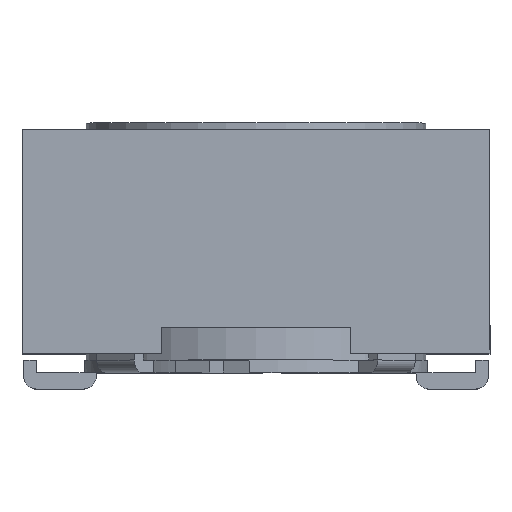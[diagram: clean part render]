
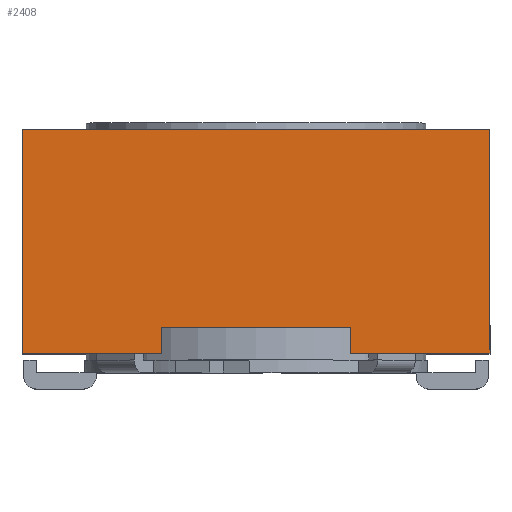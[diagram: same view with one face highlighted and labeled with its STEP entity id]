
A CAD part, top view. The second image highlights one B-rep face of the part: STEP entity #2408.
In plain terms, the highlighted planar face has unit normal (0, 0, 1).
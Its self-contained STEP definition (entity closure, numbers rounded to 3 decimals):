
#83 = PLANE ( 'NONE',  #4976 ) ;
#112 = CARTESIAN_POINT ( 'NONE',  ( 3.65, 2.93, 3.65 ) ) ;
#262 = LINE ( 'NONE', #4206, #2138 ) ;
#314 = EDGE_CURVE ( 'NONE', #3379, #6217, #3808, .T. ) ;
#431 = VECTOR ( 'NONE', #5322, 1000. ) ;
#604 = CARTESIAN_POINT ( 'NONE',  ( 1.48, -0.57, 3.65 ) ) ;
#648 = DIRECTION ( 'NONE',  ( 0., -1., 0. ) ) ;
#660 = VERTEX_POINT ( 'NONE', #1378 ) ;
#747 = ORIENTED_EDGE ( 'NONE', *, *, #5013, .F. ) ;
#753 = LINE ( 'NONE', #4252, #3078 ) ;
#902 = VERTEX_POINT ( 'NONE', #5998 ) ;
#1151 = ORIENTED_EDGE ( 'NONE', *, *, #4316, .F. ) ;
#1378 = CARTESIAN_POINT ( 'NONE',  ( -1.48, -0.57, 3.65 ) ) ;
#1483 = VERTEX_POINT ( 'NONE', #2112 ) ;
#1645 = VERTEX_POINT ( 'NONE', #5307 ) ;
#1836 = ORIENTED_EDGE ( 'NONE', *, *, #2997, .F. ) ;
#1962 = CARTESIAN_POINT ( 'NONE',  ( -3.65, 2.93, 3.65 ) ) ;
#1986 = EDGE_LOOP ( 'NONE', ( #747, #2686, #1151, #4925, #2351, #2115, #1836, #5031 ) ) ;
#2071 = EDGE_CURVE ( 'NONE', #6217, #5712, #3575, .T. ) ;
#2112 = CARTESIAN_POINT ( 'NONE',  ( -1.48, -0.17, 3.65 ) ) ;
#2115 = ORIENTED_EDGE ( 'NONE', *, *, #2071, .T. ) ;
#2138 = VECTOR ( 'NONE', #6202, 1000. ) ;
#2186 = LINE ( 'NONE', #112, #2782 ) ;
#2289 = DIRECTION ( 'NONE',  ( 0., 0., 1. ) ) ;
#2351 = ORIENTED_EDGE ( 'NONE', *, *, #314, .T. ) ;
#2396 = DIRECTION ( 'NONE',  ( -1., 0., 0. ) ) ;
#2408 = ADVANCED_FACE ( 'NONE', ( #4759 ), #83, .T. ) ;
#2550 = CARTESIAN_POINT ( 'NONE',  ( -3.65, 2.93, 3.65 ) ) ;
#2676 = VECTOR ( 'NONE', #2396, 1000. ) ;
#2686 = ORIENTED_EDGE ( 'NONE', *, *, #6163, .F. ) ;
#2782 = VECTOR ( 'NONE', #648, 1000. ) ;
#2966 = DIRECTION ( 'NONE',  ( 0., -1., 0. ) ) ;
#2997 = EDGE_CURVE ( 'NONE', #660, #5712, #753, .T. ) ;
#3078 = VECTOR ( 'NONE', #5331, 1000. ) ;
#3086 = DIRECTION ( 'NONE',  ( -1., 0., 0. ) ) ;
#3146 = CARTESIAN_POINT ( 'NONE',  ( 3.65, -0.17, 3.65 ) ) ;
#3379 = VERTEX_POINT ( 'NONE', #3581 ) ;
#3416 = CARTESIAN_POINT ( 'NONE',  ( 3.65, -0.57, 3.65 ) ) ;
#3575 = LINE ( 'NONE', #2550, #4784 ) ;
#3581 = CARTESIAN_POINT ( 'NONE',  ( 3.65, 2.93, 3.65 ) ) ;
#3808 = LINE ( 'NONE', #5829, #431 ) ;
#3809 = LINE ( 'NONE', #5730, #6203 ) ;
#3838 = CARTESIAN_POINT ( 'NONE',  ( -3.65, -0.57, 3.65 ) ) ;
#4206 = CARTESIAN_POINT ( 'NONE',  ( -1.48, -0.57, 3.65 ) ) ;
#4252 = CARTESIAN_POINT ( 'NONE',  ( -3.65, -0.57, 3.65 ) ) ;
#4316 = EDGE_CURVE ( 'NONE', #1645, #5008, #5466, .T. ) ;
#4759 = FACE_OUTER_BOUND ( 'NONE', #1986, .T. ) ;
#4784 = VECTOR ( 'NONE', #2966, 1000. ) ;
#4925 = ORIENTED_EDGE ( 'NONE', *, *, #5518, .F. ) ;
#4976 = AXIS2_PLACEMENT_3D ( 'NONE', #5352, #2289, #6467 ) ;
#5008 = VERTEX_POINT ( 'NONE', #604 ) ;
#5013 = EDGE_CURVE ( 'NONE', #902, #1483, #5164, .T. ) ;
#5031 = ORIENTED_EDGE ( 'NONE', *, *, #5333, .T. ) ;
#5164 = LINE ( 'NONE', #3146, #6514 ) ;
#5307 = CARTESIAN_POINT ( 'NONE',  ( 3.65, -0.57, 3.65 ) ) ;
#5322 = DIRECTION ( 'NONE',  ( -1., 0., 0. ) ) ;
#5331 = DIRECTION ( 'NONE',  ( -1., 0., 0. ) ) ;
#5333 = EDGE_CURVE ( 'NONE', #660, #1483, #262, .T. ) ;
#5352 = CARTESIAN_POINT ( 'NONE',  ( 3.65, 2.93, 3.65 ) ) ;
#5466 = LINE ( 'NONE', #3416, #2676 ) ;
#5518 = EDGE_CURVE ( 'NONE', #3379, #1645, #2186, .T. ) ;
#5712 = VERTEX_POINT ( 'NONE', #3838 ) ;
#5730 = CARTESIAN_POINT ( 'NONE',  ( 1.48, -0.57, 3.65 ) ) ;
#5829 = CARTESIAN_POINT ( 'NONE',  ( 3.65, 2.93, 3.65 ) ) ;
#5832 = DIRECTION ( 'NONE',  ( 0., 1., 0. ) ) ;
#5998 = CARTESIAN_POINT ( 'NONE',  ( 1.48, -0.17, 3.65 ) ) ;
#6163 = EDGE_CURVE ( 'NONE', #5008, #902, #3809, .T. ) ;
#6202 = DIRECTION ( 'NONE',  ( 0., 1., 0. ) ) ;
#6203 = VECTOR ( 'NONE', #5832, 1000. ) ;
#6217 = VERTEX_POINT ( 'NONE', #1962 ) ;
#6467 = DIRECTION ( 'NONE',  ( 0., 1., 0. ) ) ;
#6514 = VECTOR ( 'NONE', #3086, 1000. ) ;
